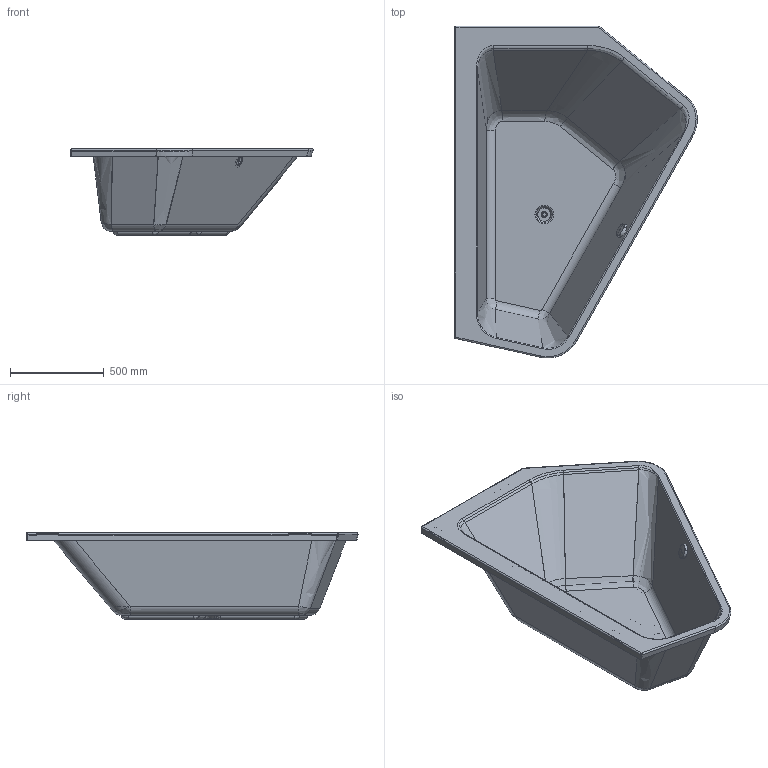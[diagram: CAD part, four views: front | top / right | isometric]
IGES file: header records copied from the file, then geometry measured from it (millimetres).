
Global section: file name: No Iges File Name specified; native system: Autodesk Inventor 2011; preprocessor: AutoDesk Inventor Iges Exporter R2011; author: Administrator; date: 20150528.201129; units: millimetre
Bounding box: 1294.05 x 1770.14 x 460 mm (x, y, z)
Volume: 23719121.9 mm3; surface area: 6059911.9 mm2
Topology: 3 solids, 3 shells, 337 faces, 887 edges, 544 vertices
Faces by surface type: plane 142, revolution 67, bspline 61, cylinder 42, torus 10, cone 8, sphere 7
